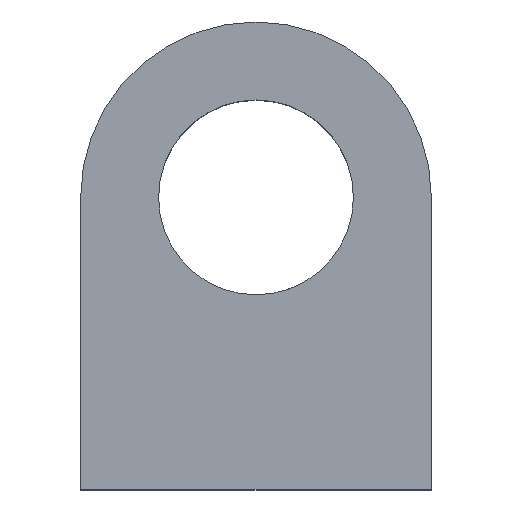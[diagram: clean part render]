
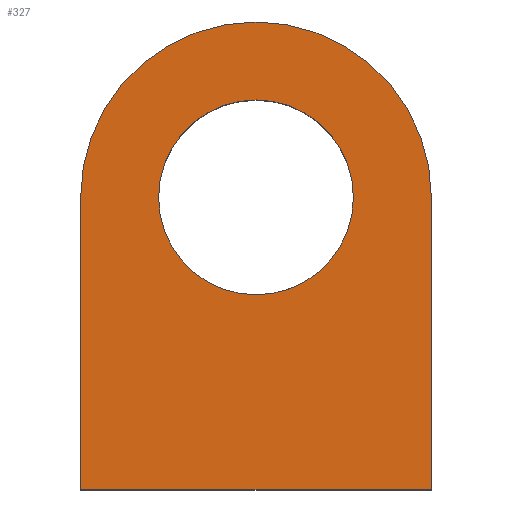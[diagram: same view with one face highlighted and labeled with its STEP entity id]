
A CAD part, top view. The second image highlights one B-rep face of the part: STEP entity #327.
In plain terms, the highlighted planar face has unit normal (0, 0, 1).
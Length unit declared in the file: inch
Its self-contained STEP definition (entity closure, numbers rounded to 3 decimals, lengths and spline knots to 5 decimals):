
#13 = EDGE_CURVE ( 'NONE', #328, #151, #267, .T. ) ;
#14 = VERTEX_POINT ( 'NONE', #223 ) ;
#21 = EDGE_LOOP ( 'NONE', ( #265, #143 ) ) ;
#23 = EDGE_CURVE ( 'NONE', #151, #328, #316, .T. ) ;
#28 = DIRECTION ( 'NONE',  ( 1., 0., 0. ) ) ;
#44 = EDGE_CURVE ( 'NONE', #297, #14, #219, .T. ) ;
#49 = VECTOR ( 'NONE', #187, 39.37008 ) ;
#57 = ORIENTED_EDGE ( 'NONE', *, *, #76, .T. ) ;
#74 = AXIS2_PLACEMENT_3D ( 'NONE', #320, #196, #227 ) ;
#76 = EDGE_CURVE ( 'NONE', #411, #118, #360, .T. ) ;
#77 = CARTESIAN_POINT ( 'NONE',  ( -0.225, -0.375, 0.25 ) ) ;
#78 = AXIS2_PLACEMENT_3D ( 'NONE', #86, #338, #209 ) ;
#84 = AXIS2_PLACEMENT_3D ( 'NONE', #258, #92, #385 ) ;
#86 = CARTESIAN_POINT ( 'NONE',  ( 0., 0., 0.25 ) ) ;
#92 = DIRECTION ( 'NONE',  ( 0., 0., 1. ) ) ;
#118 = VERTEX_POINT ( 'NONE', #294 ) ;
#133 = EDGE_CURVE ( 'NONE', #118, #297, #362, .T. ) ;
#137 = AXIS2_PLACEMENT_3D ( 'NONE', #231, #392, #28 ) ;
#143 = ORIENTED_EDGE ( 'NONE', *, *, #13, .F. ) ;
#151 = VERTEX_POINT ( 'NONE', #251 ) ;
#168 = EDGE_CURVE ( 'NONE', #14, #411, #237, .T. ) ;
#176 = FACE_BOUND ( 'NONE', #21, .T. ) ;
#179 = EDGE_LOOP ( 'NONE', ( #57, #257, #370, #180 ) ) ;
#180 = ORIENTED_EDGE ( 'NONE', *, *, #168, .T. ) ;
#187 = DIRECTION ( 'NONE',  ( 0., 1., 0. ) ) ;
#196 = DIRECTION ( 'NONE',  ( 0., 0., 1. ) ) ;
#209 = DIRECTION ( 'NONE',  ( 1., 0., 0. ) ) ;
#215 = CARTESIAN_POINT ( 'NONE',  ( -0.225, -0.375, 0.25 ) ) ;
#219 = LINE ( 'NONE', #279, #271 ) ;
#223 = CARTESIAN_POINT ( 'NONE',  ( 0.225, -0.375, 0.25 ) ) ;
#227 = DIRECTION ( 'NONE',  ( 1., 0., 0. ) ) ;
#231 = CARTESIAN_POINT ( 'NONE',  ( 0., 0., 0.25 ) ) ;
#237 = LINE ( 'NONE', #276, #49 ) ;
#240 = CARTESIAN_POINT ( 'NONE',  ( 0.125, 0., 0.25 ) ) ;
#243 = FACE_OUTER_BOUND ( 'NONE', #179, .T. ) ;
#251 = CARTESIAN_POINT ( 'NONE',  ( -0.125, 0., 0.25 ) ) ;
#257 = ORIENTED_EDGE ( 'NONE', *, *, #133, .T. ) ;
#258 = CARTESIAN_POINT ( 'NONE',  ( 0., 0., 0.25 ) ) ;
#265 = ORIENTED_EDGE ( 'NONE', *, *, #23, .F. ) ;
#267 = CIRCLE ( 'NONE', #84, 0.125 ) ;
#271 = VECTOR ( 'NONE', #352, 39.37008 ) ;
#276 = CARTESIAN_POINT ( 'NONE',  ( 0.225, -0.375, 0.25 ) ) ;
#279 = CARTESIAN_POINT ( 'NONE',  ( -0.225, -0.375, 0.25 ) ) ;
#294 = CARTESIAN_POINT ( 'NONE',  ( -0.225, 0., 0.25 ) ) ;
#297 = VERTEX_POINT ( 'NONE', #215 ) ;
#299 = CARTESIAN_POINT ( 'NONE',  ( 0.225, 0., 0.25 ) ) ;
#316 = CIRCLE ( 'NONE', #137, 0.125 ) ;
#320 = CARTESIAN_POINT ( 'NONE',  ( 0., 0., 0.25 ) ) ;
#327 = ADVANCED_FACE ( 'NONE', ( #243, #176 ), #332, .T. ) ;
#328 = VERTEX_POINT ( 'NONE', #240 ) ;
#329 = DIRECTION ( 'NONE',  ( 0., -1., 0. ) ) ;
#332 = PLANE ( 'NONE',  #78 ) ;
#338 = DIRECTION ( 'NONE',  ( 0., 0., 1. ) ) ;
#352 = DIRECTION ( 'NONE',  ( 1., 0., 0. ) ) ;
#353 = VECTOR ( 'NONE', #329, 39.37008 ) ;
#360 = CIRCLE ( 'NONE', #74, 0.225 ) ;
#362 = LINE ( 'NONE', #77, #353 ) ;
#370 = ORIENTED_EDGE ( 'NONE', *, *, #44, .T. ) ;
#385 = DIRECTION ( 'NONE',  ( 1., 0., 0. ) ) ;
#392 = DIRECTION ( 'NONE',  ( 0., 0., 1. ) ) ;
#411 = VERTEX_POINT ( 'NONE', #299 ) ;
